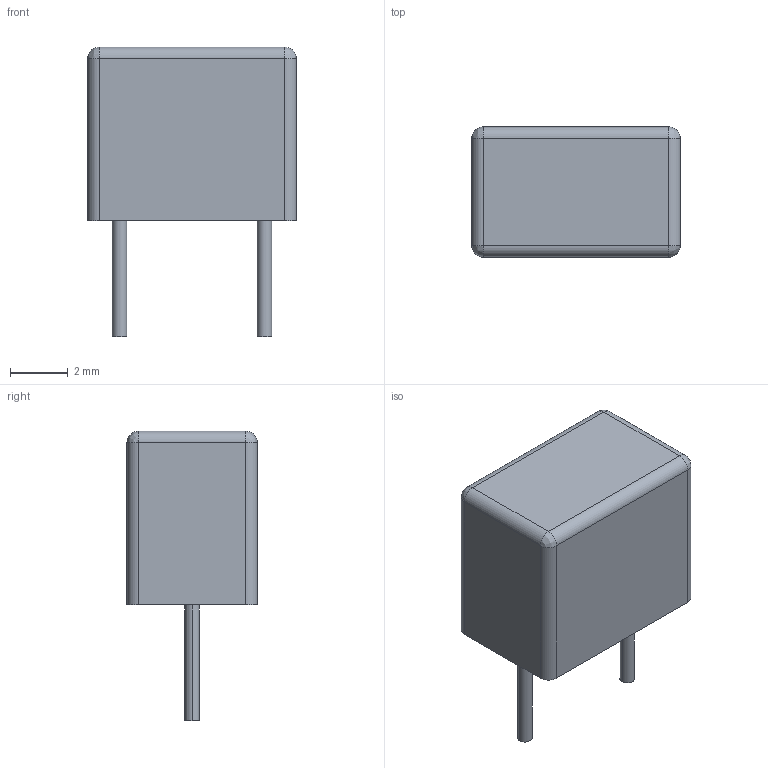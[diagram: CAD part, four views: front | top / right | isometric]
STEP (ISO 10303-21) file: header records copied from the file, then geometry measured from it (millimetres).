
FILE_DESCRIPTION (( 'STEP AP214' ), '1' );
FILE_NAME ('User Library-FKP2 100pF-100 FKP2D001001D00.STEP', '2014-05-22T10:54:36', ( 'Windows User' ), ( '' ), 'SwSTEP 2.0', 'SolidWorks 2014', '' );
FILE_SCHEMA (( 'AUTOMOTIVE_DESIGN' ));
Length unit declared in the file: millimetre
Products named in the file (1): User Library-FKP2 100pF-100 FKP2D001001D00
Bounding box: 7.2 x 4.51 x 10 mm (x, y, z)
Volume: 194.4 mm3; surface area: 210.2 mm2
Topology: 1 solids, 1 shells, 288 faces, 755 edges, 496 vertices
Faces by surface type: plane 159, bspline 117, cylinder 12
Entity records: 17482 total; most frequent: CARTESIAN_POINT 7980, ORIENTED_EDGE 1500, DIRECTION 892, EDGE_CURVE 750, LINE 500, VECTOR 500, VERTEX_POINT 496, EDGE_LOOP 320
